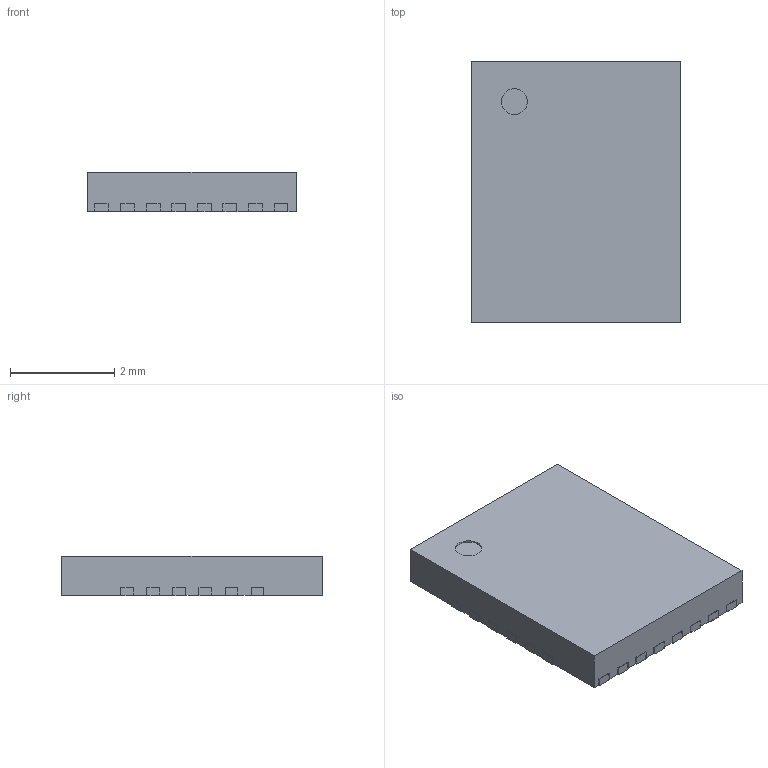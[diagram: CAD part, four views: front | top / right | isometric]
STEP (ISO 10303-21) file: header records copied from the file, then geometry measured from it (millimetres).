
FILE_DESCRIPTION(('HOOPS Exchange Step'),'2;1');
FILE_NAME('temp_export','2022-11-22T16:06:55+08:00',('mobile'),('Shapr3D Limited'),'HOOPS Exchange 2022.1','Shapr3D','Authorized');
FILE_SCHEMA( ('AUTOMOTIVE_DESIGN { 1 0 10303 214 1 1 1 1 }') );
Length unit declared in the file: millimetre
Products named in the file (1): root
Bounding box: 4.02 x 5.02 x 0.76 mm (x, y, z)
Volume: 15 mm3; surface area: 54.2 mm2
Topology: 2 solids, 2 shells, 235 faces, 677 edges, 448 vertices
Faces by surface type: plane 234, cylinder 1
Full cylindrical faces by diameter (mm): 0.5 x1
Entity records: 7571 total; most frequent: CARTESIAN_POINT 1361, ORIENTED_EDGE 1354, DIRECTION 1151, EDGE_CURVE 677, VECTOR 675, LINE 675, VERTEX_POINT 448, AXIS2_PLACEMENT_3D 238
